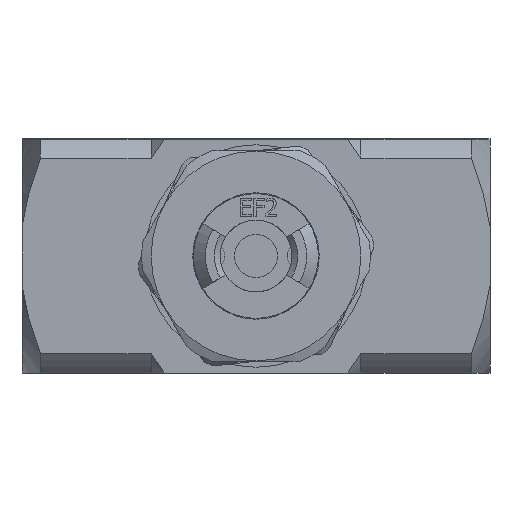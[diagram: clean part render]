
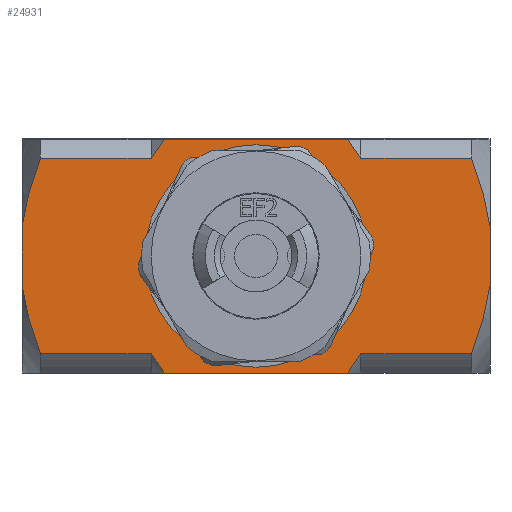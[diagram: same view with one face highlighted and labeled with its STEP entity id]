
A CAD part, front view. The second image highlights one B-rep face of the part: STEP entity #24931.
In plain terms, the highlighted planar face has unit normal (0, -1, 0).
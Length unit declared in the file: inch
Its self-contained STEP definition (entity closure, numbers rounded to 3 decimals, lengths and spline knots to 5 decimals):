
#613=FACE_BOUND('',#2442,.T.);
#794=CIRCLE('',#26439,0.297);
#948=(
BOUNDED_CURVE()
B_SPLINE_CURVE(2,(#32619,#32620,#32621),.UNSPECIFIED.,.F.,.F.)
B_SPLINE_CURVE_WITH_KNOTS((3,3),(0.93423,1.1413),
 .UNSPECIFIED.)
CURVE()
GEOMETRIC_REPRESENTATION_ITEM()
RATIONAL_B_SPLINE_CURVE((1.017,1.01,1.))
REPRESENTATION_ITEM('')
);
#949=(
BOUNDED_CURVE()
B_SPLINE_CURVE(2,(#32625,#32626,#32627),.UNSPECIFIED.,.F.,.F.)
B_SPLINE_CURVE_WITH_KNOTS((3,3),(0.,0.48194),.UNSPECIFIED.)
CURVE()
GEOMETRIC_REPRESENTATION_ITEM()
RATIONAL_B_SPLINE_CURVE((1.,1.033,1.))
REPRESENTATION_ITEM('')
);
#950=(
BOUNDED_CURVE()
B_SPLINE_CURVE(2,(#32631,#32632,#32633),.UNSPECIFIED.,.F.,.F.)
B_SPLINE_CURVE_WITH_KNOTS((3,3),(0.,0.48194),.UNSPECIFIED.)
CURVE()
GEOMETRIC_REPRESENTATION_ITEM()
RATIONAL_B_SPLINE_CURVE((1.,1.033,1.))
REPRESENTATION_ITEM('')
);
#951=(
BOUNDED_CURVE()
B_SPLINE_CURVE(2,(#32637,#32638,#32639),.UNSPECIFIED.,.F.,.F.)
B_SPLINE_CURVE_WITH_KNOTS((3,3),(0.,0.20739),.UNSPECIFIED.)
CURVE()
GEOMETRIC_REPRESENTATION_ITEM()
RATIONAL_B_SPLINE_CURVE((1.,1.01,1.017))
REPRESENTATION_ITEM('')
);
#952=(
BOUNDED_CURVE()
B_SPLINE_CURVE(2,(#32643,#32644,#32645),.UNSPECIFIED.,.F.,.F.)
B_SPLINE_CURVE_WITH_KNOTS((3,3),(0.93391,1.1413),
 .UNSPECIFIED.)
CURVE()
GEOMETRIC_REPRESENTATION_ITEM()
RATIONAL_B_SPLINE_CURVE((1.017,1.01,1.))
REPRESENTATION_ITEM('')
);
#953=(
BOUNDED_CURVE()
B_SPLINE_CURVE(2,(#32648,#32649,#32650),.UNSPECIFIED.,.F.,.F.)
B_SPLINE_CURVE_WITH_KNOTS((3,3),(0.,0.48194),.UNSPECIFIED.)
CURVE()
GEOMETRIC_REPRESENTATION_ITEM()
RATIONAL_B_SPLINE_CURVE((1.,1.033,1.))
REPRESENTATION_ITEM('')
);
#954=(
BOUNDED_CURVE()
B_SPLINE_CURVE(2,(#32652,#32653,#32654),.UNSPECIFIED.,.F.,.F.)
B_SPLINE_CURVE_WITH_KNOTS((3,3),(0.,0.48194),.UNSPECIFIED.)
CURVE()
GEOMETRIC_REPRESENTATION_ITEM()
RATIONAL_B_SPLINE_CURVE((1.,1.033,1.))
REPRESENTATION_ITEM('')
);
#955=(
BOUNDED_CURVE()
B_SPLINE_CURVE(2,(#32658,#32659,#32660),.UNSPECIFIED.,.F.,.F.)
B_SPLINE_CURVE_WITH_KNOTS((3,3),(0.,0.20707),.UNSPECIFIED.)
CURVE()
GEOMETRIC_REPRESENTATION_ITEM()
RATIONAL_B_SPLINE_CURVE((1.,1.01,1.017))
REPRESENTATION_ITEM('')
);
#1012=FACE_OUTER_BOUND('',#2441,.T.);
#2441=EDGE_LOOP('',(#16545,#16546,#16547,#16548,#16549,#16550,#16551,#16552,
#16553,#16554,#16555,#16556,#16557,#16558,#16559,#16560));
#2442=EDGE_LOOP('',(#16561));
#4052=LINE('',#32586,#6687);
#4056=LINE('',#32623,#6691);
#4057=LINE('',#32629,#6692);
#4058=LINE('',#32635,#6693);
#4059=LINE('',#32641,#6694);
#4060=LINE('',#32647,#6695);
#4061=LINE('',#32656,#6696);
#4062=LINE('',#32661,#6697);
#6687=VECTOR('',#27603,0.3937);
#6691=VECTOR('',#27613,0.3937);
#6692=VECTOR('',#27614,0.3937);
#6693=VECTOR('',#27615,0.3937);
#6694=VECTOR('',#27616,0.3937);
#6695=VECTOR('',#27617,0.3937);
#6696=VECTOR('',#27618,0.3937);
#6697=VECTOR('',#27619,0.3937);
#10237=VERTEX_POINT('',#32574);
#10242=VERTEX_POINT('',#32584);
#10251=VERTEX_POINT('',#32617);
#10252=VERTEX_POINT('',#32618);
#10253=VERTEX_POINT('',#32622);
#10254=VERTEX_POINT('',#32624);
#10255=VERTEX_POINT('',#32628);
#10256=VERTEX_POINT('',#32630);
#10257=VERTEX_POINT('',#32634);
#10258=VERTEX_POINT('',#32636);
#10259=VERTEX_POINT('',#32640);
#10260=VERTEX_POINT('',#32642);
#10261=VERTEX_POINT('',#32646);
#10262=VERTEX_POINT('',#32651);
#10263=VERTEX_POINT('',#32655);
#10264=VERTEX_POINT('',#32657);
#10265=VERTEX_POINT('',#32662);
#12772=EDGE_CURVE('',#10242,#10237,#4052,.T.);
#12781=EDGE_CURVE('',#10251,#10252,#948,.T.);
#12782=EDGE_CURVE('',#10252,#10253,#4056,.T.);
#12783=EDGE_CURVE('',#10253,#10254,#949,.T.);
#12784=EDGE_CURVE('',#10255,#10254,#4057,.T.);
#12785=EDGE_CURVE('',#10255,#10256,#950,.T.);
#12786=EDGE_CURVE('',#10256,#10257,#4058,.T.);
#12787=EDGE_CURVE('',#10257,#10258,#951,.T.);
#12788=EDGE_CURVE('',#10259,#10258,#4059,.T.);
#12789=EDGE_CURVE('',#10259,#10260,#952,.T.);
#12790=EDGE_CURVE('',#10260,#10261,#4060,.T.);
#12791=EDGE_CURVE('',#10261,#10237,#953,.T.);
#12792=EDGE_CURVE('',#10242,#10262,#954,.T.);
#12793=EDGE_CURVE('',#10262,#10263,#4061,.T.);
#12794=EDGE_CURVE('',#10263,#10264,#955,.T.);
#12795=EDGE_CURVE('',#10251,#10264,#4062,.T.);
#12796=EDGE_CURVE('',#10265,#10265,#794,.T.);
#16545=ORIENTED_EDGE('',*,*,#12781,.T.);
#16546=ORIENTED_EDGE('',*,*,#12782,.T.);
#16547=ORIENTED_EDGE('',*,*,#12783,.T.);
#16548=ORIENTED_EDGE('',*,*,#12784,.F.);
#16549=ORIENTED_EDGE('',*,*,#12785,.T.);
#16550=ORIENTED_EDGE('',*,*,#12786,.T.);
#16551=ORIENTED_EDGE('',*,*,#12787,.T.);
#16552=ORIENTED_EDGE('',*,*,#12788,.F.);
#16553=ORIENTED_EDGE('',*,*,#12789,.T.);
#16554=ORIENTED_EDGE('',*,*,#12790,.T.);
#16555=ORIENTED_EDGE('',*,*,#12791,.T.);
#16556=ORIENTED_EDGE('',*,*,#12772,.F.);
#16557=ORIENTED_EDGE('',*,*,#12792,.T.);
#16558=ORIENTED_EDGE('',*,*,#12793,.T.);
#16559=ORIENTED_EDGE('',*,*,#12794,.T.);
#16560=ORIENTED_EDGE('',*,*,#12795,.F.);
#16561=ORIENTED_EDGE('',*,*,#12796,.T.);
#24035=PLANE('',#26438);
#24931=ADVANCED_FACE('',(#1012,#613),#24035,.T.);
#26438=AXIS2_PLACEMENT_3D('',#32616,#27611,#27612);
#26439=AXIS2_PLACEMENT_3D('',#32663,#27620,#27621);
#27603=DIRECTION('',(0.,0.,1.));
#27611=DIRECTION('center_axis',(0.,-1.,0.));
#27612=DIRECTION('ref_axis',(0.,0.,-1.));
#27613=DIRECTION('',(1.,0.,0.));
#27614=DIRECTION('',(0.,0.,-1.));
#27615=DIRECTION('',(-1.,0.,0.));
#27616=DIRECTION('',(1.,0.,0.));
#27617=DIRECTION('',(-1.,0.,0.));
#27618=DIRECTION('',(1.,0.,0.));
#27619=DIRECTION('',(-1.,0.,0.));
#27620=DIRECTION('center_axis',(0.,1.,0.));
#27621=DIRECTION('ref_axis',(-1.,0.,0.));
#32574=CARTESIAN_POINT('',(-0.625,-0.3125,0.07776));
#32584=CARTESIAN_POINT('',(-0.625,-0.3125,-0.07785));
#32586=CARTESIAN_POINT('',(-0.625,-0.3125,-0.3125));
#32616=CARTESIAN_POINT('Origin',(0.,-0.3125,0.3125));
#32617=CARTESIAN_POINT('',(0.24512,-0.3125,-0.3125));
#32618=CARTESIAN_POINT('',(0.28,-0.3125,-0.26084));
#32619=CARTESIAN_POINT('Ctrl Pts',(0.24512,-0.3125,-0.3125));
#32620=CARTESIAN_POINT('Ctrl Pts',(0.26413,-0.3125,-0.28561));
#32621=CARTESIAN_POINT('Ctrl Pts',(0.28,-0.3125,-0.26084));
#32622=CARTESIAN_POINT('',(0.57593,-0.3125,-0.26084));
#32623=CARTESIAN_POINT('',(0.42796,-0.3125,-0.26084));
#32624=CARTESIAN_POINT('',(0.625,-0.3125,-0.07785));
#32625=CARTESIAN_POINT('Ctrl Pts',(0.57593,-0.3125,-0.26084));
#32626=CARTESIAN_POINT('Ctrl Pts',(0.61372,-0.3125,-0.15868));
#32627=CARTESIAN_POINT('Ctrl Pts',(0.625,-0.3125,-0.07785));
#32628=CARTESIAN_POINT('',(0.625,-0.3125,0.07776));
#32629=CARTESIAN_POINT('',(0.625,-0.3125,-0.3125));
#32630=CARTESIAN_POINT('',(0.57593,-0.3125,0.26076));
#32631=CARTESIAN_POINT('Ctrl Pts',(0.625,-0.3125,0.07776));
#32632=CARTESIAN_POINT('Ctrl Pts',(0.61372,-0.3125,0.15859));
#32633=CARTESIAN_POINT('Ctrl Pts',(0.57593,-0.3125,0.26076));
#32634=CARTESIAN_POINT('',(0.28,-0.3125,0.26076));
#32635=CARTESIAN_POINT('',(0.42796,-0.3125,0.26076));
#32636=CARTESIAN_POINT('',(0.24506,-0.3125,0.3125));
#32637=CARTESIAN_POINT('Ctrl Pts',(0.28,-0.3125,0.26076));
#32638=CARTESIAN_POINT('Ctrl Pts',(0.26411,-0.3125,0.28557));
#32639=CARTESIAN_POINT('Ctrl Pts',(0.24506,-0.3125,0.3125));
#32640=CARTESIAN_POINT('',(-0.24506,-0.3125,0.3125));
#32641=CARTESIAN_POINT('',(0.,-0.3125,0.3125));
#32642=CARTESIAN_POINT('',(-0.28,-0.3125,0.26076));
#32643=CARTESIAN_POINT('Ctrl Pts',(-0.24506,-0.3125,0.3125));
#32644=CARTESIAN_POINT('Ctrl Pts',(-0.26411,-0.3125,0.28557));
#32645=CARTESIAN_POINT('Ctrl Pts',(-0.28,-0.3125,0.26076));
#32646=CARTESIAN_POINT('',(-0.57593,-0.3125,0.26076));
#32647=CARTESIAN_POINT('',(-0.42796,-0.3125,0.26076));
#32648=CARTESIAN_POINT('Ctrl Pts',(-0.57593,-0.3125,0.26076));
#32649=CARTESIAN_POINT('Ctrl Pts',(-0.61372,-0.3125,0.15859));
#32650=CARTESIAN_POINT('Ctrl Pts',(-0.625,-0.3125,0.07776));
#32651=CARTESIAN_POINT('',(-0.57593,-0.3125,-0.26084));
#32652=CARTESIAN_POINT('Ctrl Pts',(-0.625,-0.3125,-0.07785));
#32653=CARTESIAN_POINT('Ctrl Pts',(-0.61372,-0.3125,-0.15868));
#32654=CARTESIAN_POINT('Ctrl Pts',(-0.57593,-0.3125,-0.26084));
#32655=CARTESIAN_POINT('',(-0.28,-0.3125,-0.26084));
#32656=CARTESIAN_POINT('',(-0.42796,-0.3125,-0.26084));
#32657=CARTESIAN_POINT('',(-0.24512,-0.3125,-0.3125));
#32658=CARTESIAN_POINT('Ctrl Pts',(-0.28,-0.3125,-0.26084));
#32659=CARTESIAN_POINT('Ctrl Pts',(-0.26413,-0.3125,-0.28561));
#32660=CARTESIAN_POINT('Ctrl Pts',(-0.24512,-0.3125,-0.3125));
#32661=CARTESIAN_POINT('',(0.,-0.3125,-0.3125));
#32662=CARTESIAN_POINT('',(0.297,-0.3125,0.));
#32663=CARTESIAN_POINT('Origin',(0.,-0.3125,0.));
